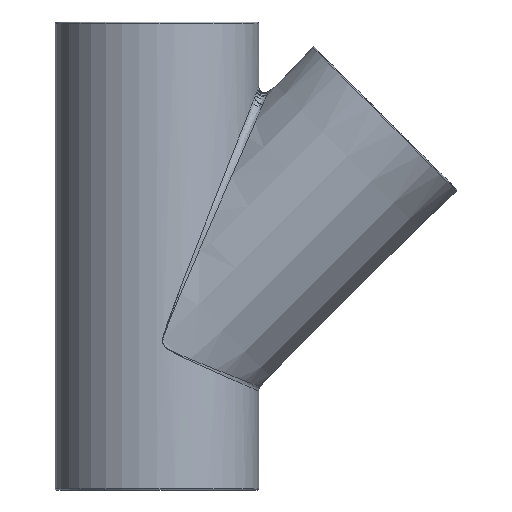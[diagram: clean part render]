
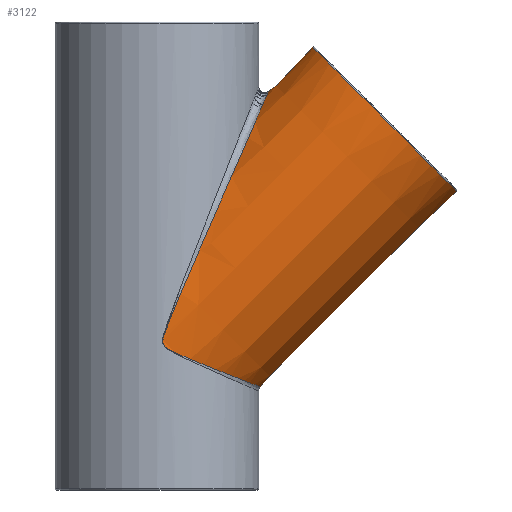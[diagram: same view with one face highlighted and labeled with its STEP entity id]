
A CAD part, left-side view. The second image highlights one B-rep face of the part: STEP entity #3122.
In plain terms, the highlighted conical face has half-angle 0.05 degrees and reference radius 43.5 mm.
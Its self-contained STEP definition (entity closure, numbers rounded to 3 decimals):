
#15=CONICAL_SURFACE('',#3205,43.5,0.001);
#44=CIRCLE('',#3204,43.5);
#238=LINE('',#11485,#384);
#384=VECTOR('',#3487,43.5);
#709=FACE_OUTER_BOUND('',#937,.T.);
#937=EDGE_LOOP('',(#2862,#2863,#2864,#2865,#2866));
#1232=B_SPLINE_CURVE_WITH_KNOTS('',3,(#11487,#11488,#11489,#11490,#11491,
#11492,#11493,#11494,#11495,#11496,#11497,#11498,#11499,#11500,#11501,#11502,
#11503,#11504,#11505,#11506,#11507,#11508,#11509),.UNSPECIFIED.,.F.,.F.,
(4,1,1,1,1,1,1,1,1,1,1,1,1,1,1,1,1,1,1,1,4),(0.,0.166,0.332,
0.499,0.665,0.997,1.33,
2.66,3.989,5.319,7.092,8.865,
10.638,11.525,12.412,12.707,13.003,
13.15,13.224,13.298,13.373),
 .UNSPECIFIED.);
#1233=B_SPLINE_CURVE_WITH_KNOTS('',3,(#11510,#11511,#11512,#11513,#11514,
#11515,#11516,#11517,#11518,#11519,#11520,#11521,#11522,#11523,#11524,#11525,
#11526,#11527,#11528,#11529,#11530,#11531,#11532,#11533,#11534,#11535,#11536,
#11537,#11538,#11539,#11540),.UNSPECIFIED.,.F.,.F.,(4,1,1,1,1,1,1,1,1,1,
1,1,1,1,1,1,1,1,1,1,1,1,1,1,1,1,1,1,4),(13.373,13.446,
13.594,13.889,14.185,15.071,15.958,
17.731,19.504,21.277,22.163,23.05,
23.937,24.823,25.266,25.71,26.596,
27.483,28.369,30.142,31.915,33.245,
34.575,35.24,35.905,36.237,36.57,
36.902,37.235),.UNSPECIFIED.);
#1526=VERTEX_POINT('',#11480);
#1527=VERTEX_POINT('',#11484);
#1528=VERTEX_POINT('',#11486);
#1974=EDGE_CURVE('',#1526,#1526,#44,.T.);
#1975=EDGE_CURVE('',#1526,#1527,#238,.T.);
#1976=EDGE_CURVE('',#1528,#1527,#1232,.T.);
#1977=EDGE_CURVE('',#1527,#1528,#1233,.T.);
#2862=ORIENTED_EDGE('',*,*,#1974,.F.);
#2863=ORIENTED_EDGE('',*,*,#1975,.T.);
#2864=ORIENTED_EDGE('',*,*,#1976,.F.);
#2865=ORIENTED_EDGE('',*,*,#1977,.F.);
#2866=ORIENTED_EDGE('',*,*,#1975,.F.);
#3122=ADVANCED_FACE('',(#709),#15,.T.);
#3204=AXIS2_PLACEMENT_3D('',#11482,#3483,#3484);
#3205=AXIS2_PLACEMENT_3D('',#11483,#3485,#3486);
#3483=DIRECTION('center_axis',(0.,-0.707,
0.707));
#3484=DIRECTION('ref_axis',(1.,0.,0.));
#3485=DIRECTION('center_axis',(0.,-0.707,0.707));
#3486=DIRECTION('ref_axis',(1.,0.,0.));
#3487=DIRECTION('',(0.001,0.707,-0.707));
#11480=CARTESIAN_POINT('',(-43.546,-97.298,158.469));
#11482=CARTESIAN_POINT('Origin',(-0.046,-97.298,
158.469));
#11483=CARTESIAN_POINT('Origin',(-0.046,-97.652,
158.823));
#11484=CARTESIAN_POINT('',(-43.429,-2.56,63.729));
#11485=CARTESIAN_POINT('',(-43.546,-97.652,158.823));
#11486=CARTESIAN_POINT('',(43.338,-3.856,64.926));
#11487=CARTESIAN_POINT('Ctrl Pts',(43.338,-3.856,64.926));
#11488=CARTESIAN_POINT('Ctrl Pts',(43.337,-3.852,64.325));
#11489=CARTESIAN_POINT('Ctrl Pts',(43.323,-4.,63.116));
#11490=CARTESIAN_POINT('Ctrl Pts',(43.231,-4.946,61.599));
#11491=CARTESIAN_POINT('Ctrl Pts',(43.066,-6.276,60.456));
#11492=CARTESIAN_POINT('Ctrl Pts',(42.759,-8.228,59.191));
#11493=CARTESIAN_POINT('Ctrl Pts',(42.221,-10.797,57.87));
#11494=CARTESIAN_POINT('Ctrl Pts',(40.446,-17.02,55.023));
#11495=CARTESIAN_POINT('Ctrl Pts',(36.009,-26.028,51.347));
#11496=CARTESIAN_POINT('Ctrl Pts',(26.56,-35.938,47.351));
#11497=CARTESIAN_POINT('Ctrl Pts',(12.881,-43.351,44.403));
#11498=CARTESIAN_POINT('Ctrl Pts',(-4.608,-45.395,
43.566));
#11499=CARTESIAN_POINT('Ctrl Pts',(-22.689,-39.295,
45.95));
#11500=CARTESIAN_POINT('Ctrl Pts',(-33.975,-28.75,
50.085));
#11501=CARTESIAN_POINT('Ctrl Pts',(-39.877,-18.401,
54.215));
#11502=CARTESIAN_POINT('Ctrl Pts',(-42.04,-11.885,
56.857));
#11503=CARTESIAN_POINT('Ctrl Pts',(-42.953,-7.178,
58.972));
#11504=CARTESIAN_POINT('Ctrl Pts',(-43.249,-4.876,60.163));
#11505=CARTESIAN_POINT('Ctrl Pts',(-43.37,-3.438,
61.296));
#11506=CARTESIAN_POINT('Ctrl Pts',(-43.41,-2.843,
62.16));
#11507=CARTESIAN_POINT('Ctrl Pts',(-43.426,-2.592,62.922));
#11508=CARTESIAN_POINT('Ctrl Pts',(-43.429,-2.555,
63.457));
#11509=CARTESIAN_POINT('Ctrl Pts',(-43.429,-2.56,
63.729));
#11510=CARTESIAN_POINT('Ctrl Pts',(-43.429,-2.56,
63.729));
#11511=CARTESIAN_POINT('Ctrl Pts',(-43.429,-2.564,
63.991));
#11512=CARTESIAN_POINT('Ctrl Pts',(-43.426,-2.642,
64.792));
#11513=CARTESIAN_POINT('Ctrl Pts',(-43.404,-3.086,
66.626));
#11514=CARTESIAN_POINT('Ctrl Pts',(-43.346,-3.991,
69.197));
#11515=CARTESIAN_POINT('Ctrl Pts',(-43.173,-5.977,
74.249));
#11516=CARTESIAN_POINT('Ctrl Pts',(-42.774,-8.963,
81.297));
#11517=CARTESIAN_POINT('Ctrl Pts',(-41.671,-14.139,
93.332));
#11518=CARTESIAN_POINT('Ctrl Pts',(-39.505,-20.583,
108.15));
#11519=CARTESIAN_POINT('Ctrl Pts',(-35.437,-28.213,
125.661));
#11520=CARTESIAN_POINT('Ctrl Pts',(-30.461,-34.436,
139.915));
#11521=CARTESIAN_POINT('Ctrl Pts',(-25.106,-39.166,
150.75));
#11522=CARTESIAN_POINT('Ctrl Pts',(-20.153,-42.513,
158.411));
#11523=CARTESIAN_POINT('Ctrl Pts',(-13.975,-45.482,
165.204));
#11524=CARTESIAN_POINT('Ctrl Pts',(-7.308,-47.295,
169.348));
#11525=CARTESIAN_POINT('Ctrl Pts',(-1.141,-47.848,
170.607));
#11526=CARTESIAN_POINT('Ctrl Pts',(5.157,-47.649,170.142));
#11527=CARTESIAN_POINT('Ctrl Pts',(12.233,-46.105,166.594));
#11528=CARTESIAN_POINT('Ctrl Pts',(18.781,-43.277,160.102));
#11529=CARTESIAN_POINT('Ctrl Pts',(25.713,-38.909,150.075));
#11530=CARTESIAN_POINT('Ctrl Pts',(31.956,-32.905,136.287));
#11531=CARTESIAN_POINT('Ctrl Pts',(36.717,-25.997,120.398));
#11532=CARTESIAN_POINT('Ctrl Pts',(39.78,-19.641,105.726));
#11533=CARTESIAN_POINT('Ctrl Pts',(41.415,-14.81,94.505));
#11534=CARTESIAN_POINT('Ctrl Pts',(42.341,-11.023,85.584));
#11535=CARTESIAN_POINT('Ctrl Pts',(42.783,-8.646,79.872));
#11536=CARTESIAN_POINT('Ctrl Pts',(43.04,-6.863,75.402));
#11537=CARTESIAN_POINT('Ctrl Pts',(43.191,-5.6,72.076));
#11538=CARTESIAN_POINT('Ctrl Pts',(43.301,-4.421,68.564));
#11539=CARTESIAN_POINT('Ctrl Pts',(43.34,-3.864,66.128));
#11540=CARTESIAN_POINT('Ctrl Pts',(43.338,-3.856,64.926));
